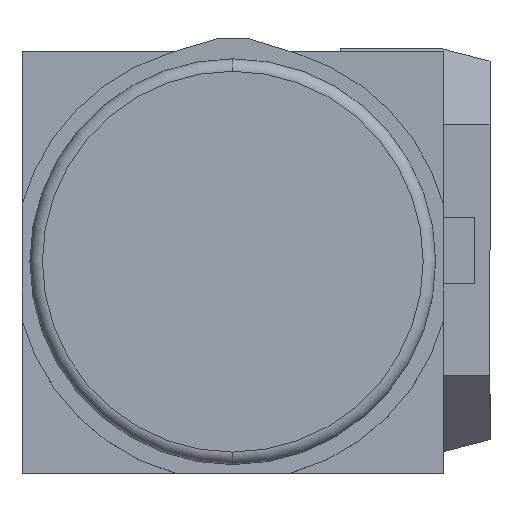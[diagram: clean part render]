
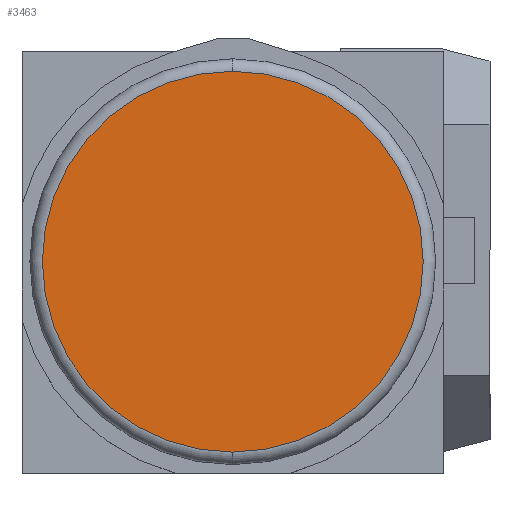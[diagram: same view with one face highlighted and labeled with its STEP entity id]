
A CAD part, top view. The second image highlights one B-rep face of the part: STEP entity #3463.
In plain terms, the highlighted planar face has unit normal (0, 0, 1).
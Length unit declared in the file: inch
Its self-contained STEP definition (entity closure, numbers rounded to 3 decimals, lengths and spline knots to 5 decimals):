
#312 = ORIENTED_EDGE ( 'NONE', *, *, #4254, .T. ) ;
#1028 = PLANE ( 'NONE',  #2050 ) ;
#2050 = AXIS2_PLACEMENT_3D ( 'NONE', #6452, #8523, #4490 ) ;
#2283 = CARTESIAN_POINT ( 'NONE',  ( 0., -0.3695, 1.693 ) ) ;
#2461 = AXIS2_PLACEMENT_3D ( 'NONE', #3343, #8028, #4002 ) ;
#2557 = ORIENTED_EDGE ( 'NONE', *, *, #2921, .T. ) ;
#2716 = FACE_OUTER_BOUND ( 'NONE', #4661, .T. ) ;
#2921 = EDGE_CURVE ( 'NONE', #5641, #6769, #8094, .T. ) ;
#3058 = DIRECTION ( 'NONE',  ( 0., 0., 1. ) ) ;
#3343 = CARTESIAN_POINT ( 'NONE',  ( 0., 0.393, 1.693 ) ) ;
#3463 = ADVANCED_FACE ( 'NONE', ( #2716 ), #1028, .T. ) ;
#4002 = DIRECTION ( 'NONE',  ( 0., -1., 0. ) ) ;
#4254 = EDGE_CURVE ( 'NONE', #6769, #5641, #5245, .T. ) ;
#4490 = DIRECTION ( 'NONE',  ( 0., -1., 0. ) ) ;
#4661 = EDGE_LOOP ( 'NONE', ( #312, #2557 ) ) ;
#5245 = CIRCLE ( 'NONE', #2461, 0.7625 ) ;
#5641 = VERTEX_POINT ( 'NONE', #6836 ) ;
#6452 = CARTESIAN_POINT ( 'NONE',  ( 0., 1.2055, 1.693 ) ) ;
#6769 = VERTEX_POINT ( 'NONE', #2283 ) ;
#6836 = CARTESIAN_POINT ( 'NONE',  ( 0., 1.1555, 1.693 ) ) ;
#7045 = CARTESIAN_POINT ( 'NONE',  ( 0., 0.393, 1.693 ) ) ;
#7052 = AXIS2_PLACEMENT_3D ( 'NONE', #7045, #3058, #7753 ) ;
#7753 = DIRECTION ( 'NONE',  ( 0., -1., 0. ) ) ;
#8028 = DIRECTION ( 'NONE',  ( 0., 0., 1. ) ) ;
#8094 = CIRCLE ( 'NONE', #7052, 0.7625 ) ;
#8523 = DIRECTION ( 'NONE',  ( 0., 0., 1. ) ) ;
